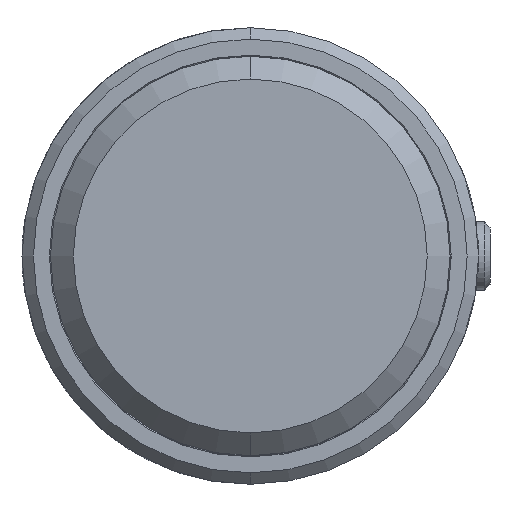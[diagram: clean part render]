
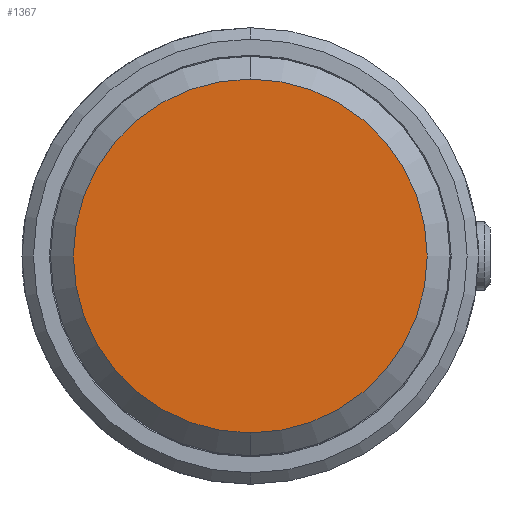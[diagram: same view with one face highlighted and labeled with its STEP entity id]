
A CAD part, front view. The second image highlights one B-rep face of the part: STEP entity #1367.
In plain terms, the highlighted planar face has unit normal (0, -1, 0).
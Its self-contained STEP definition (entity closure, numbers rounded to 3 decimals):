
#158 = VERTEX_POINT ( 'NONE', #2755 ) ;
#247 = PLANE ( 'NONE',  #1862 ) ;
#293 = DIRECTION ( 'NONE',  ( 0., -1., 0. ) ) ;
#456 = CIRCLE ( 'NONE', #1293, 15.5 ) ;
#463 = EDGE_CURVE ( 'NONE', #1731, #158, #1778, .T. ) ;
#501 = CARTESIAN_POINT ( 'NONE',  ( 0., -39., 0. ) ) ;
#528 = EDGE_CURVE ( 'NONE', #158, #1731, #456, .T. ) ;
#737 = DIRECTION ( 'NONE',  ( 0., 0., 1. ) ) ;
#1001 = DIRECTION ( 'NONE',  ( 0., 0., 1. ) ) ;
#1293 = AXIS2_PLACEMENT_3D ( 'NONE', #501, #1977, #1001 ) ;
#1361 = ORIENTED_EDGE ( 'NONE', *, *, #528, .T. ) ;
#1367 = ADVANCED_FACE ( 'NONE', ( #1450 ), #247, .T. ) ;
#1423 = CARTESIAN_POINT ( 'NONE',  ( 0., -39., -15.5 ) ) ;
#1450 = FACE_OUTER_BOUND ( 'NONE', #2965, .T. ) ;
#1597 = CARTESIAN_POINT ( 'NONE',  ( 0., -39., 0. ) ) ;
#1678 = CARTESIAN_POINT ( 'NONE',  ( 0., -39., 0. ) ) ;
#1731 = VERTEX_POINT ( 'NONE', #1423 ) ;
#1778 = CIRCLE ( 'NONE', #2829, 15.5 ) ;
#1862 = AXIS2_PLACEMENT_3D ( 'NONE', #1678, #2962, #2671 ) ;
#1884 = ORIENTED_EDGE ( 'NONE', *, *, #463, .T. ) ;
#1977 = DIRECTION ( 'NONE',  ( 0., -1., 0. ) ) ;
#2671 = DIRECTION ( 'NONE',  ( 0., 0., 1. ) ) ;
#2755 = CARTESIAN_POINT ( 'NONE',  ( 0., -39., 15.5 ) ) ;
#2829 = AXIS2_PLACEMENT_3D ( 'NONE', #1597, #293, #737 ) ;
#2962 = DIRECTION ( 'NONE',  ( 0., -1., 0. ) ) ;
#2965 = EDGE_LOOP ( 'NONE', ( #1884, #1361 ) ) ;
